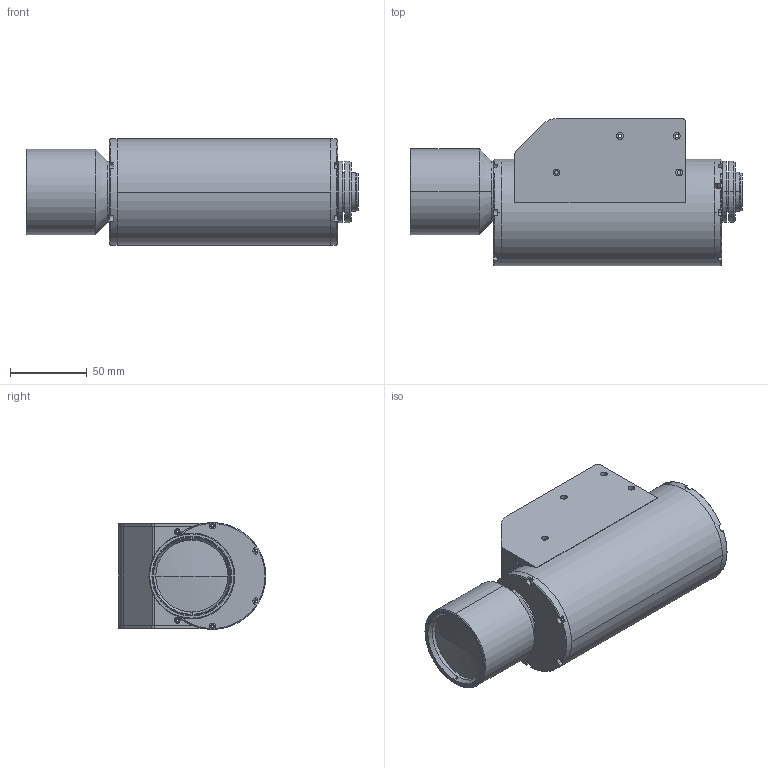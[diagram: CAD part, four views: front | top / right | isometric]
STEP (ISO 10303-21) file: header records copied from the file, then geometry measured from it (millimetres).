
FILE_DESCRIPTION (( 'STEP AP214' ), '1' );
FILE_NAME ('TC ZR 036.STEP', '2014-04-04T12:21:47', ( '' ), ( '' ), 'SwSTEP 2.0', 'SolidWorks 2013', '' );
FILE_SCHEMA (( 'AUTOMOTIVE_DESIGN' ));
Length unit declared in the file: millimetre
Products named in the file (1): TC ZR 036
Bounding box: 216.49 x 96.25 x 69.5 mm (x, y, z)
Surface area: 89071.7 mm2 (no closed solid volume)
Topology: 0 solids, 30 shells, 368 faces, 1434 edges, 1101 vertices
Faces by surface type: plane 171, cylinder 159, cone 35, sphere 2, bspline 1
Entity records: 19936 total; most frequent: CARTESIAN_POINT 3674, DIRECTION 2569, ORIENTED_EDGE 2205, EDGE_CURVE 1434, VERTEX_POINT 1101, AXIS2_PLACEMENT_3D 878, LINE 813, VECTOR 813
